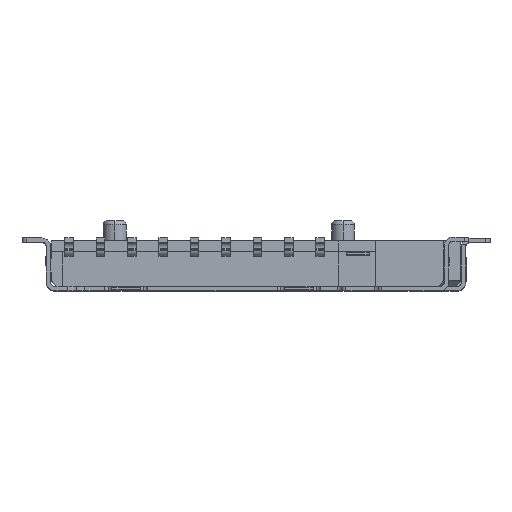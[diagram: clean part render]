
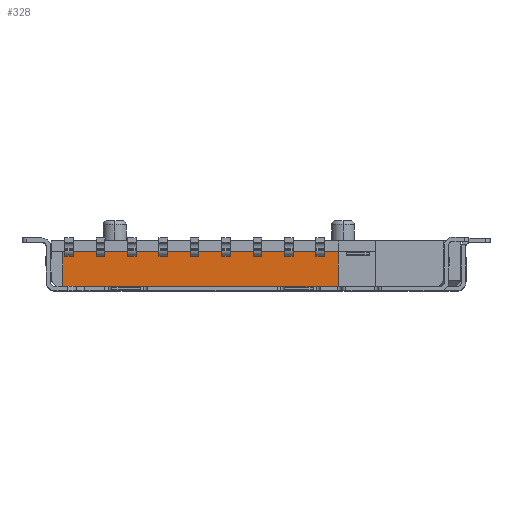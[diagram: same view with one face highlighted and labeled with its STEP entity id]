
A CAD part, top view. The second image highlights one B-rep face of the part: STEP entity #328.
In plain terms, the highlighted planar face has unit normal (0, 0, 1).
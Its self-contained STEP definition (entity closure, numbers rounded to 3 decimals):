
#328=ADVANCED_FACE('',(#2321),#2322,.F.);
#2321=FACE_OUTER_BOUND('',#6128,.T.);
#2322=PLANE('',#6129);
#6128=EDGE_LOOP('',(#13190,#13191,#13192,#13193));
#6129=AXIS2_PLACEMENT_3D('',#13194,#13195,#13196);
#13190=ORIENTED_EDGE('',*,*,#28823,.T.);
#13191=ORIENTED_EDGE('',*,*,#28824,.T.);
#13192=ORIENTED_EDGE('',*,*,#28799,.F.);
#13193=ORIENTED_EDGE('',*,*,#28075,.F.);
#13194=CARTESIAN_POINT('',(2.875,-0.8,7.42));
#13195=DIRECTION('',(0.,0.0,-1.0));
#13196=DIRECTION('',(0.0,-1.0,0.0));
#28075=EDGE_CURVE('',#33491,#33493,#33494,.T.);
#28799=EDGE_CURVE('',#33493,#34821,#34824,.T.);
#28823=EDGE_CURVE('',#33491,#34857,#34859,.T.);
#28824=EDGE_CURVE('',#34857,#34821,#34860,.T.);
#33491=VERTEX_POINT('',#42395);
#33493=VERTEX_POINT('',#42398);
#33494=LINE('',#42399,#42400);
#34821=VERTEX_POINT('',#44425);
#34824=LINE('',#44430,#44431);
#34857=VERTEX_POINT('',#44486);
#34859=LINE('',#44489,#44490);
#34860=LINE('',#44491,#44492);
#42395=CARTESIAN_POINT('',(2.875,-0.8,7.42));
#42398=CARTESIAN_POINT('',(-6.775,-0.8,7.42));
#42399=CARTESIAN_POINT('',(2.875,-0.8,7.42));
#42400=VECTOR('',#55263,1000.0);
#44425=CARTESIAN_POINT('',(-6.775,0.419,7.42));
#44430=CARTESIAN_POINT('',(-6.775,-0.8,7.42));
#44431=VECTOR('',#56033,1000.0);
#44486=CARTESIAN_POINT('',(2.875,0.419,7.42));
#44489=CARTESIAN_POINT('',(2.875,-0.8,7.42));
#44490=VECTOR('',#56057,1000.0);
#44491=CARTESIAN_POINT('',(2.875,0.419,7.42));
#44492=VECTOR('',#56058,1000.0);
#55263=DIRECTION('',(-1.0,0.0,0.));
#56033=DIRECTION('',(0.0,1.0,0.0));
#56057=DIRECTION('',(0.0,1.0,0.0));
#56058=DIRECTION('',(-1.0,0.0,0.0));
